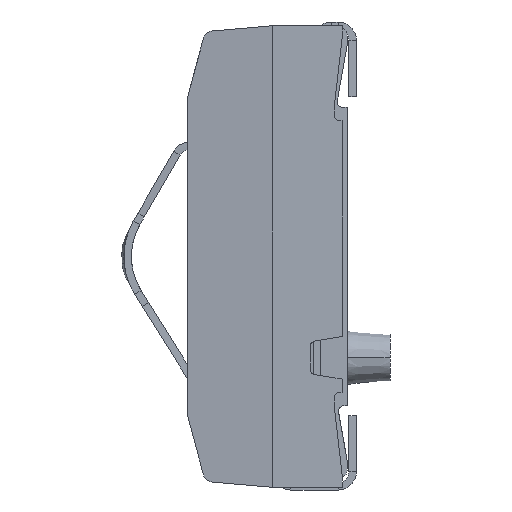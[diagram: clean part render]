
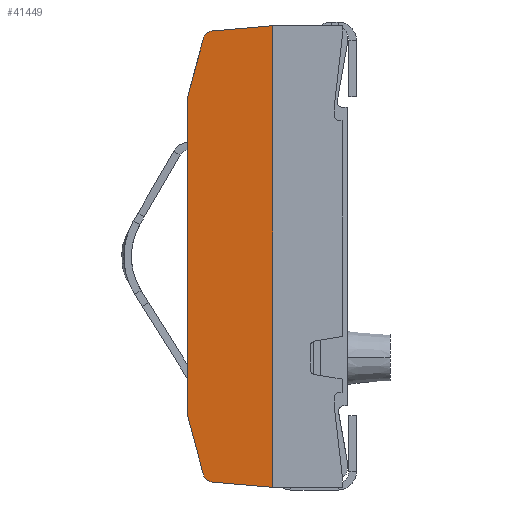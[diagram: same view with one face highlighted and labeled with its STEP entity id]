
A CAD part, left-side view. The second image highlights one B-rep face of the part: STEP entity #41449.
In plain terms, the highlighted planar face has unit normal (-0.996, 0.087, 0).
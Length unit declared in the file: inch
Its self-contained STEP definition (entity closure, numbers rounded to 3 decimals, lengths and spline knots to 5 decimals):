
#2457=DIRECTION('',(0.,0.,1.));
#2458=VECTOR('',#2457,0.298);
#2459=CARTESIAN_POINT('',(-0.3045,0.125,-0.149));
#2460=LINE('',#2459,#2458);
#6231=DIRECTION('',(0.023,0.259,0.966));
#6232=VECTOR('',#6231,0.05715);
#6233=CARTESIAN_POINT('',(-0.30579,0.11021,
-0.20419));
#6234=LINE('',#6233,#6232);
#14449=DIRECTION('',(-0.087,-0.992,-0.087));
#14450=VECTOR('',#14449,0.05685);
#14451=CARTESIAN_POINT('',(-0.30656,0.10142,
-0.21156));
#14452=LINE('',#14451,#14450);
#14470=CARTESIAN_POINT('',(-0.30579,0.11021,
-0.20419));
#14471=CARTESIAN_POINT('',(-0.30585,0.10961,
-0.20645));
#14472=CARTESIAN_POINT('',(-0.30605,0.10728,
-0.20963));
#14473=CARTESIAN_POINT('',(-0.30636,0.10375,
-0.21136));
#14474=CARTESIAN_POINT('',(-0.30656,0.10142,
-0.21156));
#14495=DIRECTION('',(0.087,0.992,-0.087));
#14496=VECTOR('',#14495,0.05685);
#14497=CARTESIAN_POINT('',(-0.3115,0.045,0.2165));
#14498=LINE('',#14497,#14496);
#14532=CARTESIAN_POINT('',(-0.30579,0.11021,
0.20419));
#14533=CARTESIAN_POINT('',(-0.30585,0.10961,
0.20645));
#14534=CARTESIAN_POINT('',(-0.30605,0.10728,
0.20963));
#14535=CARTESIAN_POINT('',(-0.30636,0.10375,
0.21136));
#14536=CARTESIAN_POINT('',(-0.30656,0.10142,
0.21156));
#14878=DIRECTION('',(-0.023,-0.259,0.966));
#14879=VECTOR('',#14878,0.05715);
#14880=CARTESIAN_POINT('',(-0.3045,0.125,0.149));
#14881=LINE('',#14880,#14879);
#15795=DIRECTION('',(0.,0.,-1.));
#15796=VECTOR('',#15795,0.433);
#15797=CARTESIAN_POINT('',(-0.3115,0.045,0.2165));
#15798=LINE('',#15797,#15796);
#29932=CARTESIAN_POINT('',(-0.3115,0.045,0.2165));
#29933=CARTESIAN_POINT('',(-0.3115,0.045,-0.2165));
#29934=VERTEX_POINT('',#29932);
#29935=VERTEX_POINT('',#29933);
#29940=CARTESIAN_POINT('',(-0.3045,0.125,-0.149));
#29941=CARTESIAN_POINT('',(-0.3045,0.125,0.149));
#29942=VERTEX_POINT('',#29940);
#29943=VERTEX_POINT('',#29941);
#29948=CARTESIAN_POINT('',(-0.30579,0.11021,
0.20419));
#29950=VERTEX_POINT('',#29948);
#29952=CARTESIAN_POINT('',(-0.30656,0.10142,
0.21156));
#29954=VERTEX_POINT('',#29952);
#29956=CARTESIAN_POINT('',(-0.30579,0.11021,
-0.20419));
#29958=VERTEX_POINT('',#29956);
#29960=CARTESIAN_POINT('',(-0.30656,0.10142,
-0.21156));
#29962=VERTEX_POINT('',#29960);
#41429=CARTESIAN_POINT('',(-0.3115,0.045,0.2598));
#41430=DIRECTION('',(0.996,-0.087,0.));
#41431=DIRECTION('',(0.087,0.996,0.));
#41432=AXIS2_PLACEMENT_3D('',#41429,#41430,#41431);
#41433=PLANE('',#41432);
#41434=ORIENTED_EDGE('',*,*,#41417,.F.);
#41436=ORIENTED_EDGE('',*,*,#41435,.F.);
#41437=ORIENTED_EDGE('',*,*,#34381,.T.);
#41438=ORIENTED_EDGE('',*,*,#31762,.T.);
#41440=ORIENTED_EDGE('',*,*,#41439,.T.);
#41442=ORIENTED_EDGE('',*,*,#41441,.T.);
#41444=ORIENTED_EDGE('',*,*,#41443,.F.);
#41446=ORIENTED_EDGE('',*,*,#41445,.T.);
#41447=EDGE_LOOP('',(#41434,#41436,#41437,#41438,#41440,#41442,#41444,#41446));
#41448=FACE_OUTER_BOUND('',#41447,.F.);
#14475=B_SPLINE_CURVE_WITH_KNOTS('',3,(#14470,#14471,#14472,#14473,#14474),
.UNSPECIFIED.,.F.,.F.,(4,1,4),(0.,0.5,1.),.UNSPECIFIED.);
#14537=B_SPLINE_CURVE_WITH_KNOTS('',3,(#14532,#14533,#14534,#14535,#14536),
.UNSPECIFIED.,.F.,.F.,(4,1,4),(0.,0.5,1.),.UNSPECIFIED.);
#31762=EDGE_CURVE('',#29942,#29943,#2460,.T.);
#34381=EDGE_CURVE('',#29958,#29942,#6234,.T.);
#41417=EDGE_CURVE('',#29962,#29935,#14452,.T.);
#41435=EDGE_CURVE('',#29958,#29962,#14475,.T.);
#41439=EDGE_CURVE('',#29943,#29950,#14881,.T.);
#41441=EDGE_CURVE('',#29950,#29954,#14537,.T.);
#41443=EDGE_CURVE('',#29934,#29954,#14498,.T.);
#41445=EDGE_CURVE('',#29934,#29935,#15798,.T.);
#41449=ADVANCED_FACE('',(#41448),#41433,.F.);
